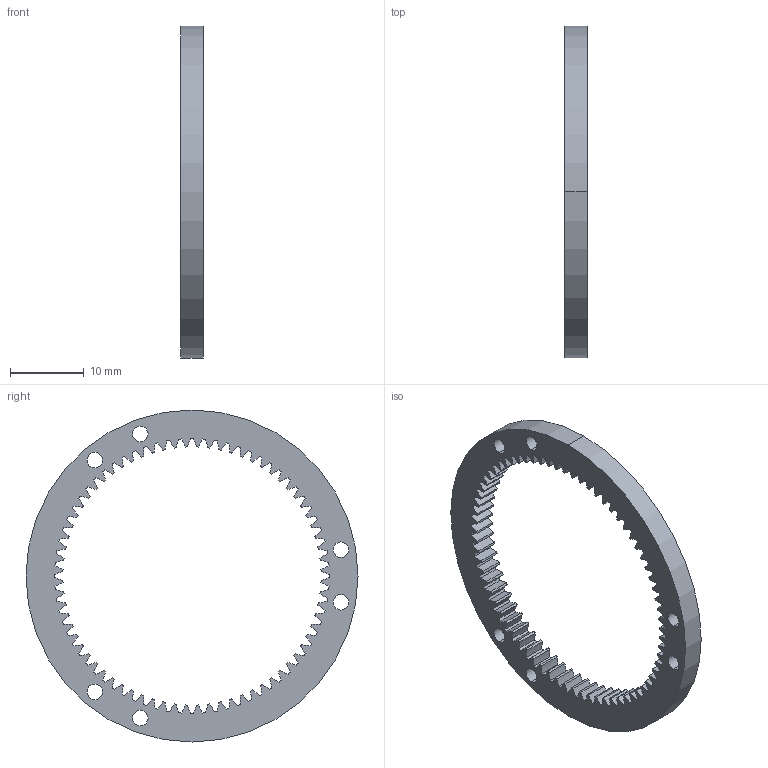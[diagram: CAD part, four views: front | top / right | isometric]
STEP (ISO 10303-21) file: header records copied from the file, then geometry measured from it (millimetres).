
FILE_DESCRIPTION (( 'STEP AP203' ), '1' );
FILE_NAME ('internal 0.5 72 36.STEP', '2017-08-15T06:30:28', ( '' ), ( '' ), 'SwSTEP 2.0', 'SolidWorks 2016', '' );
FILE_SCHEMA (( 'CONFIG_CONTROL_DESIGN' ));
Length unit declared in the file: millimetre
Products named in the file (1): internal 0.5 72 36
Bounding box: 3 x 45 x 45 mm (x, y, z)
Volume: 1623.5 mm3; surface area: 2294.7 mm2
Topology: 1 solids, 1 shells, 307 faces, 915 edges, 610 vertices
Faces by surface type: cylinder 305, plane 2
Entity records: 10804 total; most frequent: DIRECTION 2141, CARTESIAN_POINT 1833, ORIENTED_EDGE 1830, AXIS2_PLACEMENT_3D 918, EDGE_CURVE 915, CIRCLE 610, VERTEX_POINT 610, EDGE_LOOP 321
